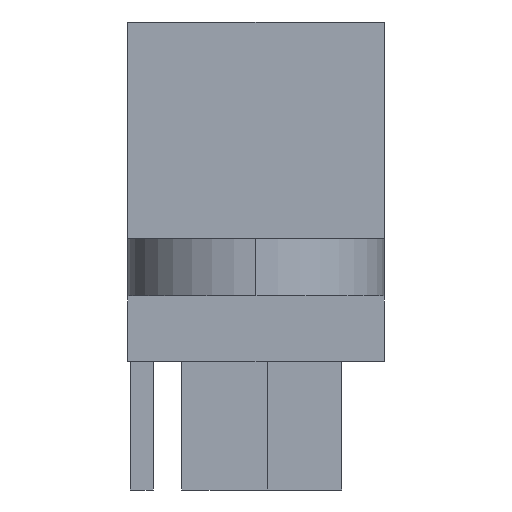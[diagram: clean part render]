
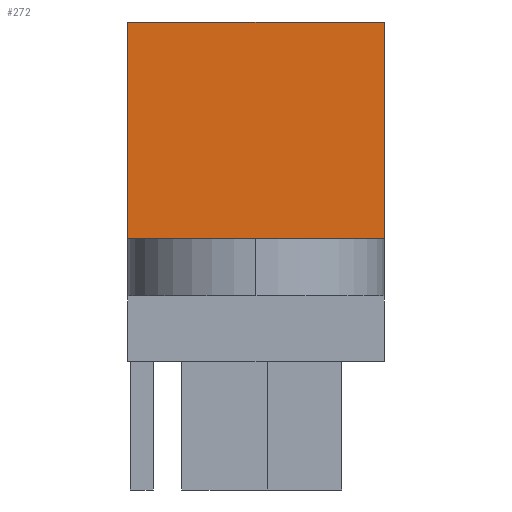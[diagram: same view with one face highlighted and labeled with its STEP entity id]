
A CAD part, left-side view. The second image highlights one B-rep face of the part: STEP entity #272.
In plain terms, the highlighted planar face has unit normal (-1, 0, 0).
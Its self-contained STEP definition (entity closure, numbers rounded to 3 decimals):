
#41 = CARTESIAN_POINT ( 'NONE',  ( -6.7, -4.5, 9.6 ) ) ;
#238 = CARTESIAN_POINT ( 'NONE',  ( -6.7, 0., 9.6 ) ) ;
#272 = ADVANCED_FACE ( 'NONE', ( #756 ), #1530, .F. ) ;
#302 = ORIENTED_EDGE ( 'NONE', *, *, #743, .T. ) ;
#311 = DIRECTION ( 'NONE',  ( 0., 0., -1. ) ) ;
#336 = ORIENTED_EDGE ( 'NONE', *, *, #623, .F. ) ;
#342 = VERTEX_POINT ( 'NONE', #361 ) ;
#361 = CARTESIAN_POINT ( 'NONE',  ( -6.7, 4.5, 2. ) ) ;
#384 = DIRECTION ( 'NONE',  ( 1., 0., 0. ) ) ;
#410 = VECTOR ( 'NONE', #311, 1000. ) ;
#415 = LINE ( 'NONE', #41, #410 ) ;
#603 = CARTESIAN_POINT ( 'NONE',  ( -6.7, -4.5, 9.6 ) ) ;
#623 = EDGE_CURVE ( 'NONE', #1002, #661, #415, .T. ) ;
#661 = VERTEX_POINT ( 'NONE', #1445 ) ;
#689 = AXIS2_PLACEMENT_3D ( 'NONE', #238, #384, #894 ) ;
#725 = ORIENTED_EDGE ( 'NONE', *, *, #937, .F. ) ;
#743 = EDGE_CURVE ( 'NONE', #1475, #342, #1239, .T. ) ;
#756 = FACE_OUTER_BOUND ( 'NONE', #1358, .T. ) ;
#847 = CARTESIAN_POINT ( 'NONE',  ( -6.7, 4.5, 9.6 ) ) ;
#894 = DIRECTION ( 'NONE',  ( 0., 0., -1. ) ) ;
#937 = EDGE_CURVE ( 'NONE', #661, #342, #1622, .T. ) ;
#1002 = VERTEX_POINT ( 'NONE', #603 ) ;
#1034 = EDGE_CURVE ( 'NONE', #1475, #1002, #1533, .T. ) ;
#1058 = VECTOR ( 'NONE', #1149, 1000. ) ;
#1114 = DIRECTION ( 'NONE',  ( 0., 0., -1. ) ) ;
#1119 = DIRECTION ( 'NONE',  ( 0., 1., 0. ) ) ;
#1134 = VECTOR ( 'NONE', #1114, 1000. ) ;
#1149 = DIRECTION ( 'NONE',  ( 0., -1., 0. ) ) ;
#1183 = VECTOR ( 'NONE', #1119, 1000. ) ;
#1239 = LINE ( 'NONE', #847, #1134 ) ;
#1264 = CARTESIAN_POINT ( 'NONE',  ( -6.7, 0., 9.6 ) ) ;
#1358 = EDGE_LOOP ( 'NONE', ( #725, #336, #1508, #302 ) ) ;
#1445 = CARTESIAN_POINT ( 'NONE',  ( -6.7, -4.5, 2. ) ) ;
#1475 = VERTEX_POINT ( 'NONE', #1570 ) ;
#1508 = ORIENTED_EDGE ( 'NONE', *, *, #1034, .F. ) ;
#1530 = PLANE ( 'NONE',  #689 ) ;
#1533 = LINE ( 'NONE', #1264, #1058 ) ;
#1570 = CARTESIAN_POINT ( 'NONE',  ( -6.7, 4.5, 9.6 ) ) ;
#1622 = LINE ( 'NONE', #1629, #1183 ) ;
#1629 = CARTESIAN_POINT ( 'NONE',  ( -6.7, 0., 2. ) ) ;
